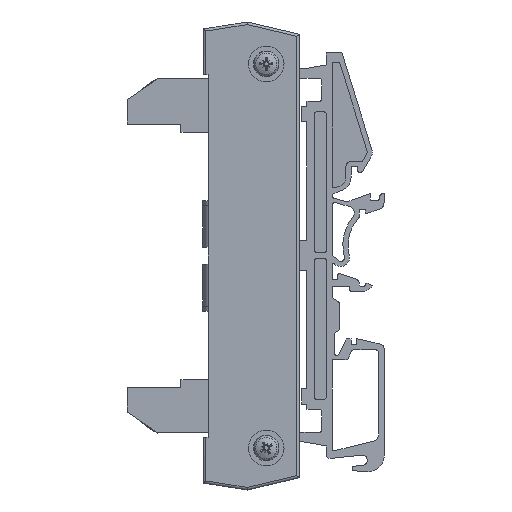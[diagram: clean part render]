
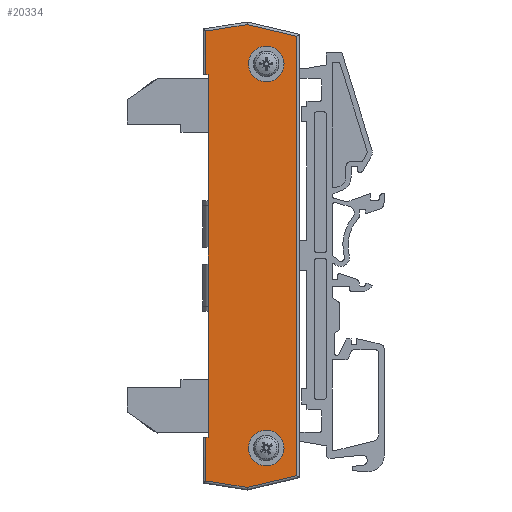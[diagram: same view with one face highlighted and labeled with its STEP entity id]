
A CAD part, left-side view. The second image highlights one B-rep face of the part: STEP entity #20334.
In plain terms, the highlighted face is planar.
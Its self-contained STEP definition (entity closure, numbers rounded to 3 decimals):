
#19873=CARTESIAN_POINT('',(-16.628,6.238,5.0));
#19874=VERTEX_POINT('',#19873);
#19881=CARTESIAN_POINT('',(54.672,6.238,5.0));
#19882=VERTEX_POINT('',#19881);
#19883=CARTESIAN_POINT('',(54.672,6.238,5.0));
#19884=DIRECTION('',(-1.0,0.0,0.0));
#19885=VECTOR('',#19884,71.3);
#19886=LINE('',#19883,#19885);
#19887=EDGE_CURVE('',#19882,#19874,#19886,.T.);
#20130=CARTESIAN_POINT('',(60.272,-5.162,5.0));
#20131=VERTEX_POINT('',#20130);
#20132=CARTESIAN_POINT('',(56.772,-5.162,5.0));
#20133=DIRECTION('',(0.0,0.0,-1.0));
#20134=DIRECTION('',(-1.0,0.0,0.0));
#20135=AXIS2_PLACEMENT_3D('',#20132,#20133,#20134);
#20136=CIRCLE('',#20135,3.5);
#20137=EDGE_CURVE('',#20131,#20131,#20136,.T.);
#20170=CARTESIAN_POINT('',(-15.228,-5.162,5.0));
#20171=VERTEX_POINT('',#20170);
#20172=CARTESIAN_POINT('',(-18.728,-5.162,5.0));
#20173=DIRECTION('',(0.0,0.0,-1.0));
#20174=DIRECTION('',(-1.0,0.0,0.0));
#20175=AXIS2_PLACEMENT_3D('',#20172,#20173,#20174);
#20176=CIRCLE('',#20175,3.5);
#20177=EDGE_CURVE('',#20171,#20171,#20176,.T.);
#20211=CARTESIAN_POINT('',(54.672,6.738,5.0));
#20212=VERTEX_POINT('',#20211);
#20213=CARTESIAN_POINT('',(54.672,6.738,5.0));
#20214=DIRECTION('',(0.0,-1.0,0.0));
#20215=VECTOR('',#20214,0.5);
#20216=LINE('',#20213,#20215);
#20217=EDGE_CURVE('',#20212,#19882,#20216,.T.);
#20242=CARTESIAN_POINT('',(-16.628,6.738,5.0));
#20243=VERTEX_POINT('',#20242);
#20251=CARTESIAN_POINT('',(-16.628,6.238,5.0));
#20252=DIRECTION('',(0.0,1.0,0.0));
#20253=VECTOR('',#20252,0.5);
#20254=LINE('',#20251,#20253);
#20255=EDGE_CURVE('',#19874,#20243,#20254,.T.);
#20264=CARTESIAN_POINT('',(19.022,-2.126,5.0));
#20265=DIRECTION('',(0.0,0.0,1.0));
#20266=DIRECTION('',(1.0,0.0,0.0));
#20267=AXIS2_PLACEMENT_3D('',#20264,#20265,#20266);
#20268=PLANE('',#20267);
#20269=ORIENTED_EDGE('',*,*,#20217,.T.);
#20270=ORIENTED_EDGE('',*,*,#19887,.T.);
#20271=ORIENTED_EDGE('',*,*,#20255,.T.);
#20272=CARTESIAN_POINT('',(-25.176,6.738,5.0));
#20273=VERTEX_POINT('',#20272);
#20274=CARTESIAN_POINT('',(-25.176,6.738,5.0));
#20275=DIRECTION('',(1.0,0.0,0.0));
#20276=VECTOR('',#20275,8.548);
#20277=LINE('',#20274,#20276);
#20278=EDGE_CURVE('',#20273,#20243,#20277,.T.);
#20279=ORIENTED_EDGE('',*,*,#20278,.F.);
#20280=CARTESIAN_POINT('',(-26.459,-1.405,5.0));
#20281=VERTEX_POINT('',#20280);
#20282=CARTESIAN_POINT('',(-26.459,-1.405,5.0));
#20283=DIRECTION('',(0.156,0.988,0.0));
#20284=VECTOR('',#20283,8.244);
#20285=LINE('',#20282,#20284);
#20286=EDGE_CURVE('',#20281,#20273,#20285,.T.);
#20287=ORIENTED_EDGE('',*,*,#20286,.F.);
#20288=CARTESIAN_POINT('',(-24.157,-11.162,5.0));
#20289=VERTEX_POINT('',#20288);
#20290=CARTESIAN_POINT('',(-24.157,-11.162,5.0));
#20291=DIRECTION('',(-0.23,0.973,0.0));
#20292=VECTOR('',#20291,10.024);
#20293=LINE('',#20290,#20292);
#20294=EDGE_CURVE('',#20289,#20281,#20293,.T.);
#20295=ORIENTED_EDGE('',*,*,#20294,.F.);
#20296=CARTESIAN_POINT('',(62.201,-11.162,5.0));
#20297=VERTEX_POINT('',#20296);
#20298=CARTESIAN_POINT('',(62.201,-11.162,5.0));
#20299=DIRECTION('',(-1.0,0.0,0.0));
#20300=VECTOR('',#20299,86.358);
#20301=LINE('',#20298,#20300);
#20302=EDGE_CURVE('',#20297,#20289,#20301,.T.);
#20303=ORIENTED_EDGE('',*,*,#20302,.F.);
#20304=CARTESIAN_POINT('',(64.503,-1.405,5.0));
#20305=VERTEX_POINT('',#20304);
#20306=CARTESIAN_POINT('',(64.503,-1.405,5.0));
#20307=DIRECTION('',(-0.23,-0.973,0.0));
#20308=VECTOR('',#20307,10.024);
#20309=LINE('',#20306,#20308);
#20310=EDGE_CURVE('',#20305,#20297,#20309,.T.);
#20311=ORIENTED_EDGE('',*,*,#20310,.F.);
#20312=CARTESIAN_POINT('',(63.22,6.738,5.0));
#20313=VERTEX_POINT('',#20312);
#20314=CARTESIAN_POINT('',(63.22,6.738,5.0));
#20315=DIRECTION('',(0.156,-0.988,0.0));
#20316=VECTOR('',#20315,8.244);
#20317=LINE('',#20314,#20316);
#20318=EDGE_CURVE('',#20313,#20305,#20317,.T.);
#20319=ORIENTED_EDGE('',*,*,#20318,.F.);
#20320=CARTESIAN_POINT('',(54.672,6.738,5.0));
#20321=DIRECTION('',(1.0,0.0,0.0));
#20322=VECTOR('',#20321,8.548);
#20323=LINE('',#20320,#20322);
#20324=EDGE_CURVE('',#20212,#20313,#20323,.T.);
#20325=ORIENTED_EDGE('',*,*,#20324,.F.);
#20326=EDGE_LOOP('',(#20269,#20270,#20271,#20279,#20287,#20295,#20303,#20311,#20319,#20325));
#20327=FACE_OUTER_BOUND('',#20326,.T.);
#20328=ORIENTED_EDGE('',*,*,#20137,.T.);
#20329=EDGE_LOOP('',(#20328));
#20330=FACE_BOUND('',#20329,.T.);
#20331=ORIENTED_EDGE('',*,*,#20177,.T.);
#20332=EDGE_LOOP('',(#20331));
#20333=FACE_BOUND('',#20332,.T.);
#20334=ADVANCED_FACE('',(#20327,#20330,#20333),#20268,.T.);
